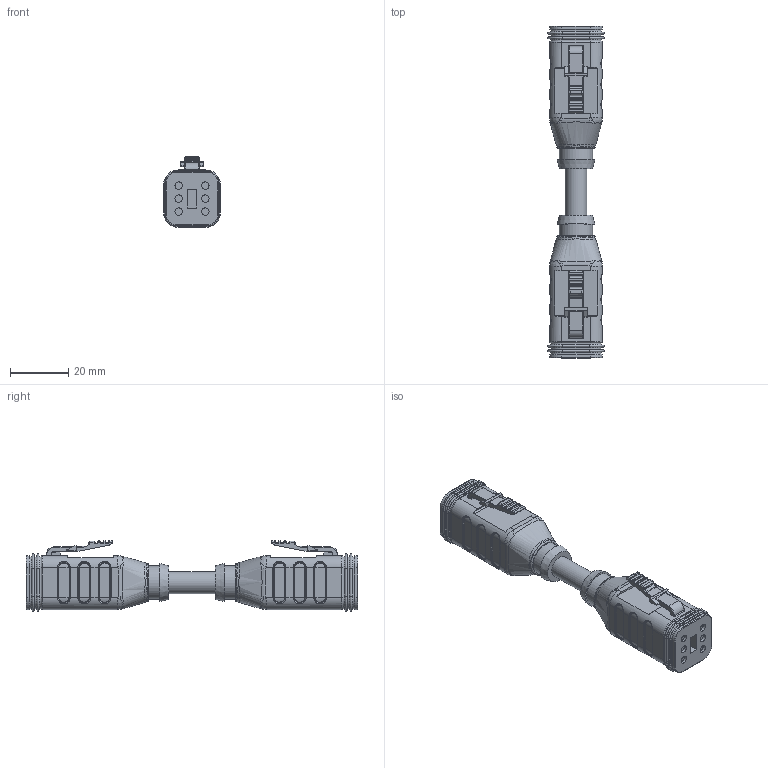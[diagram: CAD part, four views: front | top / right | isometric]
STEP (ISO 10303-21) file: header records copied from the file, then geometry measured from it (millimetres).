
FILE_DESCRIPTION(/* description */ (''),/* implementation_level */ '2;1');
FILE_NAME(/* name */ '2-V0011213__5039600__MA-DT06-6S-1-MA-DT06-6S-S370_assy_26-06-2023_stp_stp.stp',/* time_stamp */ '2023-06-26T13:59:58+02:00',/* author */ ('ESCHA GmbH & Co. KG'),/* organization */ ('ESCHA GmbH & Co. KG'),/* preprocessor_version */ 'ST-DEVELOPER v16',/* originating_system */ 'SIEMENS PLM Software NX 10.0',/* authorisation */ '');
FILE_SCHEMA (('AUTOMOTIVE_DESIGN { 1 0 10303 214 3 1 1 1 }'));
Length unit declared in the file: millimetre
Products named in the file (1): t.he26E45AFCuzlt
Bounding box: 19.41 x 114 x 24.25 mm (x, y, z)
Volume: 26635.2 mm3; surface area: 9141.1 mm2
Topology: 1 solids, 1 shells, 933 faces, 2246 edges, 1333 vertices
Faces by surface type: cylinder 351, plane 212, torus 202, bspline 148, sphere 16, cone 4
Full cylindrical faces by diameter (mm): 2.56 x12, 7.5 x1, 11.5 x2
Entity records: 32390 total; most frequent: CARTESIAN_POINT 11476, DIRECTION 4492, ORIENTED_EDGE 4332, EDGE_CURVE 2166, AXIS2_PLACEMENT_3D 1856, VERTEX_POINT 1314, CIRCLE 1050, EDGE_LOOP 1044
